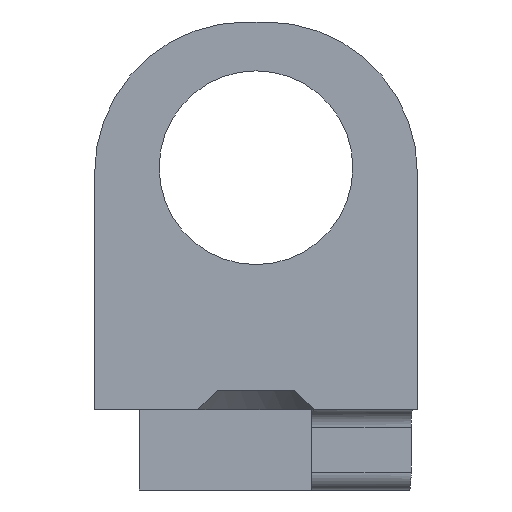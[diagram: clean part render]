
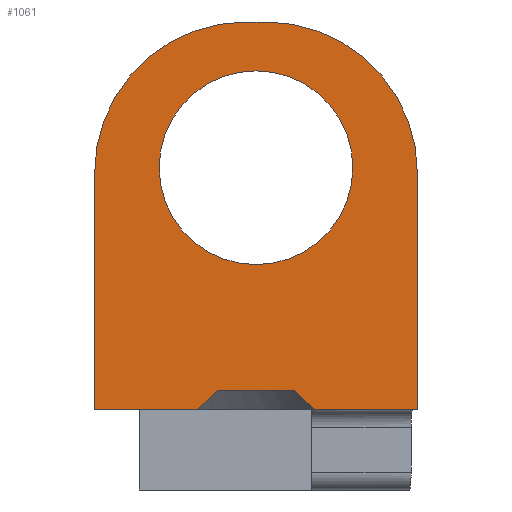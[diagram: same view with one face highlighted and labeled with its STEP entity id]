
A CAD part, left-side view. The second image highlights one B-rep face of the part: STEP entity #1061.
In plain terms, the highlighted planar face has unit normal (-1, 0, 0).
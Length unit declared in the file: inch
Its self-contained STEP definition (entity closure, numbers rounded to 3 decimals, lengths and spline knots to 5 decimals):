
#44=CIRCLE('',#1152,0.78);
#45=CIRCLE('',#1153,0.78);
#46=CIRCLE('',#1154,0.5);
#60=FACE_BOUND('',#159,.T.);
#98=FACE_OUTER_BOUND('',#158,.T.);
#158=EDGE_LOOP('',(#889,#890,#891,#892,#893,#894,#895,#896,#897,#898));
#159=EDGE_LOOP('',(#899));
#239=LINE('',#1596,#362);
#269=LINE('',#1680,#392);
#276=LINE('',#1711,#399);
#281=LINE('',#1721,#404);
#284=LINE('',#1727,#407);
#285=LINE('',#1731,#408);
#286=LINE('',#1734,#409);
#287=LINE('',#1735,#410);
#362=VECTOR('',#1281,0.3937);
#392=VECTOR('',#1353,0.3937);
#399=VECTOR('',#1374,0.3937);
#404=VECTOR('',#1383,0.3937);
#407=VECTOR('',#1388,0.3937);
#408=VECTOR('',#1391,0.3937);
#409=VECTOR('',#1394,0.3937);
#410=VECTOR('',#1395,0.3937);
#475=VERTEX_POINT('',#1593);
#476=VERTEX_POINT('',#1595);
#499=VERTEX_POINT('',#1677);
#500=VERTEX_POINT('',#1679);
#508=VERTEX_POINT('',#1710);
#511=VERTEX_POINT('',#1720);
#513=VERTEX_POINT('',#1726);
#514=VERTEX_POINT('',#1728);
#515=VERTEX_POINT('',#1730);
#516=VERTEX_POINT('',#1732);
#517=VERTEX_POINT('',#1736);
#588=EDGE_CURVE('',#475,#476,#239,.T.);
#627=EDGE_CURVE('',#499,#500,#269,.T.);
#640=EDGE_CURVE('',#500,#508,#276,.T.);
#645=EDGE_CURVE('',#511,#475,#281,.T.);
#648=EDGE_CURVE('',#499,#513,#284,.T.);
#649=EDGE_CURVE('',#514,#513,#44,.T.);
#650=EDGE_CURVE('',#515,#514,#285,.T.);
#651=EDGE_CURVE('',#516,#515,#45,.T.);
#652=EDGE_CURVE('',#476,#516,#286,.T.);
#653=EDGE_CURVE('',#511,#508,#287,.T.);
#654=EDGE_CURVE('',#517,#517,#46,.T.);
#889=ORIENTED_EDGE('',*,*,#640,.F.);
#890=ORIENTED_EDGE('',*,*,#627,.F.);
#891=ORIENTED_EDGE('',*,*,#648,.T.);
#892=ORIENTED_EDGE('',*,*,#649,.F.);
#893=ORIENTED_EDGE('',*,*,#650,.F.);
#894=ORIENTED_EDGE('',*,*,#651,.F.);
#895=ORIENTED_EDGE('',*,*,#652,.F.);
#896=ORIENTED_EDGE('',*,*,#588,.F.);
#897=ORIENTED_EDGE('',*,*,#645,.F.);
#898=ORIENTED_EDGE('',*,*,#653,.T.);
#899=ORIENTED_EDGE('',*,*,#654,.T.);
#1012=PLANE('',#1151);
#1061=ADVANCED_FACE('',(#98,#60),#1012,.T.);
#1151=AXIS2_PLACEMENT_3D('',#1725,#1386,#1387);
#1152=AXIS2_PLACEMENT_3D('',#1729,#1389,#1390);
#1153=AXIS2_PLACEMENT_3D('',#1733,#1392,#1393);
#1154=AXIS2_PLACEMENT_3D('',#1737,#1396,#1397);
#1281=DIRECTION('',(0.,1.,0.));
#1353=DIRECTION('',(0.,1.,0.));
#1374=DIRECTION('',(0.,0.707,0.707));
#1383=DIRECTION('',(0.,0.707,-0.707));
#1386=DIRECTION('center_axis',(-1.,0.,0.));
#1387=DIRECTION('ref_axis',(0.,1.,0.));
#1388=DIRECTION('',(0.,0.,1.));
#1389=DIRECTION('center_axis',(1.,0.,0.));
#1390=DIRECTION('ref_axis',(0.,-0.707,0.707));
#1391=DIRECTION('',(0.,-1.,0.));
#1392=DIRECTION('center_axis',(1.,0.,0.));
#1393=DIRECTION('ref_axis',(0.,0.707,0.707));
#1394=DIRECTION('',(0.,0.,1.));
#1395=DIRECTION('',(0.,-1.,0.));
#1396=DIRECTION('center_axis',(1.,0.,0.));
#1397=DIRECTION('ref_axis',(0.,0.,-1.));
#1593=CARTESIAN_POINT('',(-4.2,0.3,0.315));
#1595=CARTESIAN_POINT('',(-4.2,0.83307,0.315));
#1596=CARTESIAN_POINT('',(-4.2,0.83307,0.315));
#1677=CARTESIAN_POINT('',(-4.2,-0.83307,0.315));
#1679=CARTESIAN_POINT('',(-4.2,-0.3,0.315));
#1680=CARTESIAN_POINT('',(-4.2,0.83307,0.315));
#1710=CARTESIAN_POINT('',(-4.2,-0.2,0.415));
#1711=CARTESIAN_POINT('',(-4.2,-0.28327,0.33173));
#1720=CARTESIAN_POINT('',(-4.2,0.2,0.415));
#1721=CARTESIAN_POINT('',(-4.2,-0.13327,0.74827));
#1725=CARTESIAN_POINT('Origin',(-4.2,-0.83307,0.815));
#1726=CARTESIAN_POINT('',(-4.2,-0.83307,1.535));
#1727=CARTESIAN_POINT('',(-4.2,-0.83307,0.815));
#1728=CARTESIAN_POINT('',(-4.2,-0.05307,2.315));
#1729=CARTESIAN_POINT('Origin',(-4.2,-0.05307,1.535));
#1730=CARTESIAN_POINT('',(-4.2,0.05307,2.315));
#1731=CARTESIAN_POINT('',(-4.2,0.83307,2.315));
#1732=CARTESIAN_POINT('',(-4.2,0.83307,1.535));
#1733=CARTESIAN_POINT('Origin',(-4.2,0.05307,1.535));
#1734=CARTESIAN_POINT('',(-4.2,0.83307,0.815));
#1735=CARTESIAN_POINT('',(-4.2,-0.4187,0.415));
#1736=CARTESIAN_POINT('',(-4.2,0.,2.063));
#1737=CARTESIAN_POINT('Origin',(-4.2,0.,1.563));
